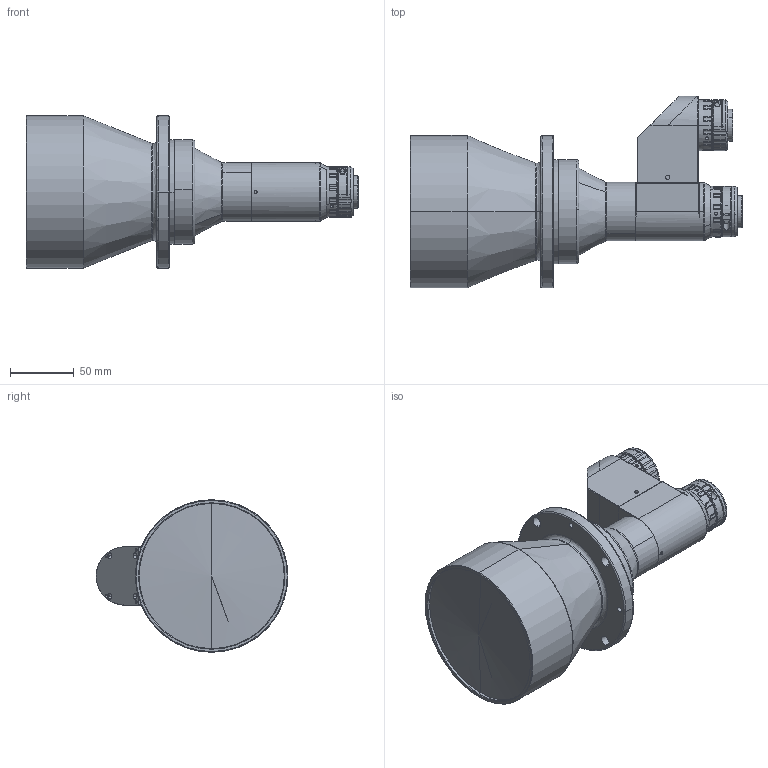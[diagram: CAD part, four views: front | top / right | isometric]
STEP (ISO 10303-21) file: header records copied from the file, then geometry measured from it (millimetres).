
FILE_DESCRIPTION (( 'STEP AP203' ), '1' );
FILE_NAME ('DTCADV-0142-036-238V3.STEP', '2023-07-24T14:07:59', ( '' ), ( '' ), 'SwSTEP 2.0', 'SolidWorks 2017', '' );
FILE_SCHEMA (( 'CONFIG_CONTROL_DESIGN' ));
Length unit declared in the file: millimetre
Products named in the file (1): DTCADV-0142-036-238V3
Bounding box: 261.44 x 150.96 x 120 mm (x, y, z)
Volume: 1522541.6 mm3; surface area: 112489.2 mm2
Topology: 1 solids, 4 shells, 553 faces, 1438 edges, 923 vertices
Faces by surface type: cylinder 271, plane 139, cone 125, bspline 16, torus 2
Entity records: 19487 total; most frequent: CARTESIAN_POINT 6312, ORIENTED_EDGE 2856, DIRECTION 2634, EDGE_CURVE 1428, AXIS2_PLACEMENT_3D 1072, VERTEX_POINT 923, EDGE_LOOP 613, ADVANCED_FACE 553
